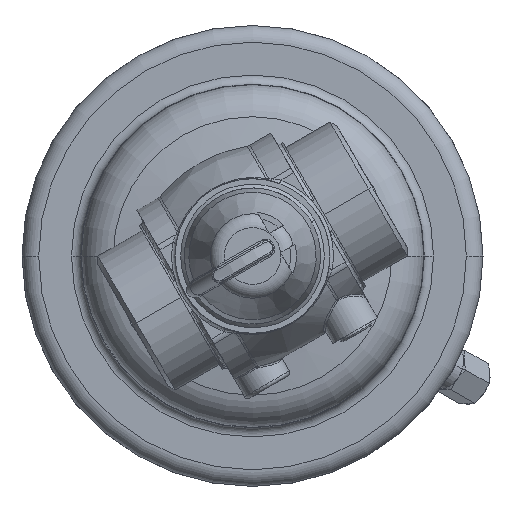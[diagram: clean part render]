
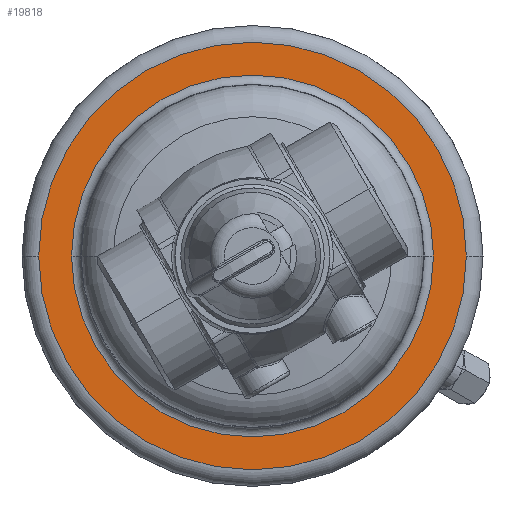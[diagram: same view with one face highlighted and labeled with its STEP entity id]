
A CAD part, left-side view. The second image highlights one B-rep face of the part: STEP entity #19818.
In plain terms, the highlighted planar face has unit normal (-1, 0, 0).
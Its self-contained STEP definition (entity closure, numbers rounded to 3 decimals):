
#181=CARTESIAN_POINT('',(-2.5,0.,0.));
#182=DIRECTION('',(1.,0.,0.));
#183=DIRECTION('',(0.,1.,0.));
#184=AXIS2_PLACEMENT_3D('',#181,#182,#183);
#186=CARTESIAN_POINT('',(-2.5,0.,0.));
#187=DIRECTION('',(-1.,0.,0.));
#188=DIRECTION('',(0.,1.,0.));
#189=AXIS2_PLACEMENT_3D('',#186,#187,#188);
#201=CARTESIAN_POINT('',(-2.5,0.,0.));
#202=DIRECTION('',(-1.,0.,0.));
#203=DIRECTION('',(0.,1.,0.));
#204=AXIS2_PLACEMENT_3D('',#201,#202,#203);
#206=CARTESIAN_POINT('',(-2.5,0.,0.));
#207=DIRECTION('',(1.,0.,0.));
#208=DIRECTION('',(0.,1.,0.));
#209=AXIS2_PLACEMENT_3D('',#206,#207,#208);
#17888=CARTESIAN_POINT('',(-2.5,58.05,0.));
#17890=VERTEX_POINT('',#17888);
#17891=CARTESIAN_POINT('',(-2.5,49.137,0.));
#17893=VERTEX_POINT('',#17891);
#17920=CARTESIAN_POINT('',(-2.5,-58.05,0.));
#17922=VERTEX_POINT('',#17920);
#17923=CARTESIAN_POINT('',(-2.5,-49.137,0.));
#17925=VERTEX_POINT('',#17923);
#19803=CARTESIAN_POINT('',(-2.5,0.,0.));
#19804=DIRECTION('',(1.,0.,0.));
#19805=DIRECTION('',(0.,-1.,0.));
#19806=AXIS2_PLACEMENT_3D('',#19803,#19804,#19805);
#19807=PLANE('',#19806);
#19808=ORIENTED_EDGE('',*,*,#19785,.T.);
#19809=ORIENTED_EDGE('',*,*,#19796,.F.);
#19810=EDGE_LOOP('',(#19808,#19809));
#19811=FACE_OUTER_BOUND('',#19810,.F.);
#19813=ORIENTED_EDGE('',*,*,#19812,.T.);
#19815=ORIENTED_EDGE('',*,*,#19814,.F.);
#19816=EDGE_LOOP('',(#19813,#19815));
#19817=FACE_BOUND('',#19816,.F.);
#19818=ADVANCED_FACE('',(#19811,#19817),#19807,.F.);
#185=CIRCLE('',#184,58.05);
#190=CIRCLE('',#189,58.05);
#205=CIRCLE('',#204,49.137);
#210=CIRCLE('',#209,49.137);
#19785=EDGE_CURVE('',#17890,#17922,#185,.T.);
#19796=EDGE_CURVE('',#17890,#17922,#190,.T.);
#19812=EDGE_CURVE('',#17893,#17925,#205,.T.);
#19814=EDGE_CURVE('',#17893,#17925,#210,.T.);
